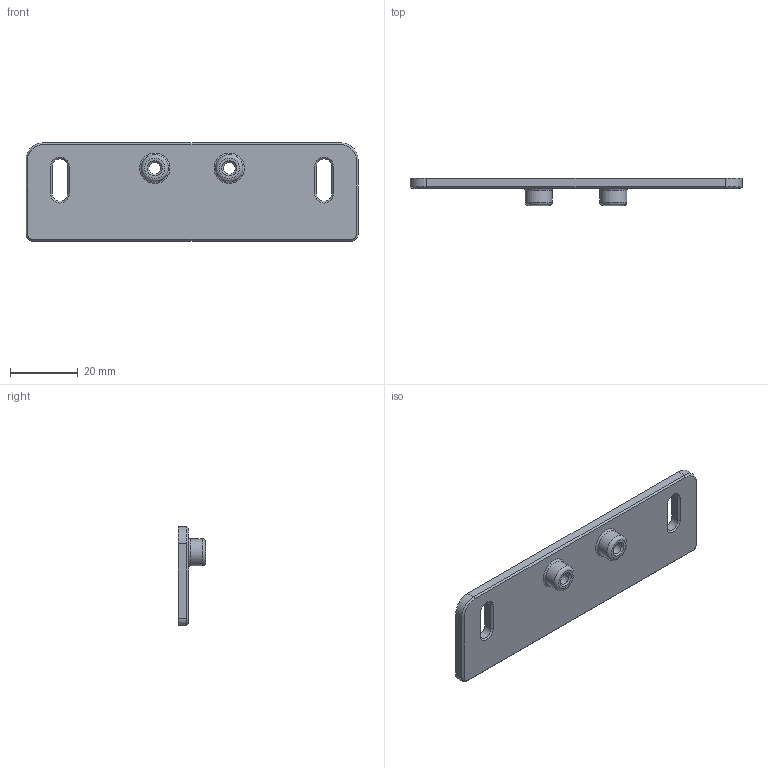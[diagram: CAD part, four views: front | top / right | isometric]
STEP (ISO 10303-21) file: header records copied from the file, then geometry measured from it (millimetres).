
FILE_DESCRIPTION(/* description */ (''),/* implementation_level */ '2;1');
FILE_NAME(/* name */ '3D_SSFX01.stp',/* time_stamp */ '2024-02-27T08:35:07+01:00',/* author */ (''),/* organization */ (''),/* preprocessor_version */ 'ST-DEVELOPER v16.7',/* originating_system */ 'SIEMENS PLM Software NX 12.0',/* authorisation */ '');
FILE_SCHEMA (('AUTOMOTIVE_DESIGN { 1 0 10303 214 3 1 1 1 }'));
Length unit declared in the file: millimetre
Products named in the file (1): Rugg87004DBCi5ip
Bounding box: 98 x 8 x 29 mm (x, y, z)
Surface area: 7952.8 mm2 (no closed solid volume)
Topology: 0 solids, 1 shells, 166 faces, 408 edges, 266 vertices
Faces by surface type: plane 120, cylinder 32, cone 10, torus 4
Full cylindrical faces by diameter (mm): 3.5 x2, 8 x2
Entity records: 4902 total; most frequent: CARTESIAN_POINT 841, DIRECTION 828, ORIENTED_EDGE 816, EDGE_CURVE 408, LINE 322, VECTOR 322, VERTEX_POINT 266, AXIS2_PLACEMENT_3D 253
